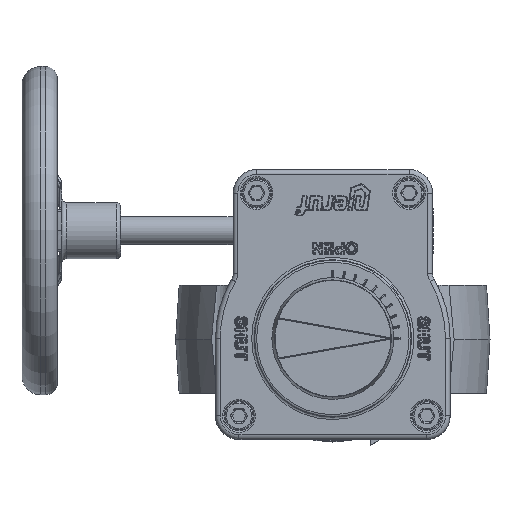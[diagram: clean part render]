
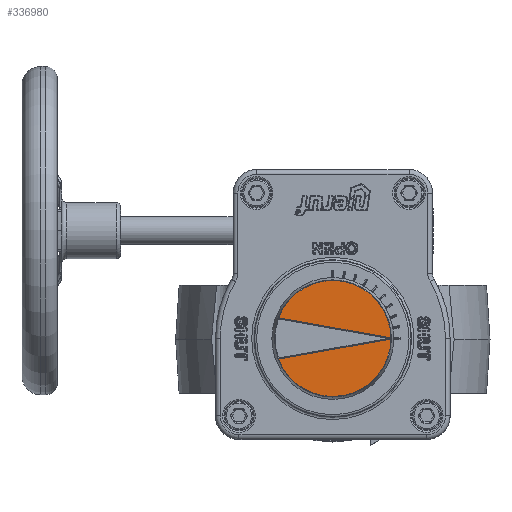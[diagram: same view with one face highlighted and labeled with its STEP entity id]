
A CAD part, top view. The second image highlights one B-rep face of the part: STEP entity #336980.
In plain terms, the highlighted planar face has unit normal (0, 0, 1).
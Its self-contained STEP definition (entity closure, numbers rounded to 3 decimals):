
#336912=CARTESIAN_POINT('',(-0.,0.,226.996));
#336913=DIRECTION('',(0.,0.,1.));
#336914=DIRECTION('',(0.,-1.,0.));
#336915=AXIS2_PLACEMENT_3D('',#336912,#336913,#336914);
#336916=PLANE('',#336915);
#336917=CARTESIAN_POINT('',(-23.13,-8.82,226.996));
#336918=VERTEX_POINT('',#336917);
#336919=CARTESIAN_POINT('',(-0.,-24.755,226.996));
#336920=VERTEX_POINT('',#336919);
#336921=CARTESIAN_POINT('',(-0.,0.,226.996));
#336922=DIRECTION('',(0.,0.,1.));
#336923=DIRECTION('',(0.,-1.,0.));
#336924=AXIS2_PLACEMENT_3D('',#336921,#336922,#336923);
#336925=CIRCLE('',#336924,24.755);
#336926=EDGE_CURVE('',#336918,#336920,#336925,.T.);
#336927=ORIENTED_EDGE('',*,*,#336926,.T.);
#336928=CARTESIAN_POINT('',(24.755,0.,226.996));
#336929=VERTEX_POINT('',#336928);
#336930=CARTESIAN_POINT('',(-0.,0.,226.996));
#336931=DIRECTION('',(0.,0.,1.));
#336932=DIRECTION('',(0.,-1.,0.));
#336933=AXIS2_PLACEMENT_3D('',#336930,#336931,#336932);
#336934=CIRCLE('',#336933,24.755);
#336935=EDGE_CURVE('',#336920,#336929,#336934,.T.);
#336936=ORIENTED_EDGE('',*,*,#336935,.T.);
#336937=CARTESIAN_POINT('',(-0.,24.755,226.996));
#336938=VERTEX_POINT('',#336937);
#336939=CARTESIAN_POINT('',(-0.,0.,226.996));
#336940=DIRECTION('',(0.,0.,1.));
#336941=DIRECTION('',(0.,-1.,0.));
#336942=AXIS2_PLACEMENT_3D('',#336939,#336940,#336941);
#336943=CIRCLE('',#336942,24.755);
#336944=EDGE_CURVE('',#336929,#336938,#336943,.T.);
#336945=ORIENTED_EDGE('',*,*,#336944,.T.);
#336946=CARTESIAN_POINT('',(-23.13,8.82,226.996));
#336947=VERTEX_POINT('',#336946);
#336948=CARTESIAN_POINT('',(-0.,0.,226.996));
#336949=DIRECTION('',(0.,0.,1.));
#336950=DIRECTION('',(0.,-1.,0.));
#336951=AXIS2_PLACEMENT_3D('',#336948,#336949,#336950);
#336952=CIRCLE('',#336951,24.755);
#336953=EDGE_CURVE('',#336938,#336947,#336952,.T.);
#336954=ORIENTED_EDGE('',*,*,#336953,.T.);
#336955=CARTESIAN_POINT('',(24.492,0.308,226.996));
#336956=VERTEX_POINT('',#336955);
#336957=CARTESIAN_POINT('',(-23.13,8.82,226.996));
#336958=DIRECTION('',(0.984,-0.176,0.));
#336959=VECTOR('',#336958,48.377);
#336960=LINE('',#336957,#336959);
#336961=EDGE_CURVE('',#336947,#336956,#336960,.T.);
#336962=ORIENTED_EDGE('',*,*,#336961,.T.);
#336963=CARTESIAN_POINT('',(24.492,-0.308,226.996));
#336964=VERTEX_POINT('',#336963);
#336965=CARTESIAN_POINT('',(24.437,0.,226.996));
#336966=DIRECTION('',(-0.,-0.,-1.));
#336967=DIRECTION('',(0.,-1.,0.));
#336968=AXIS2_PLACEMENT_3D('',#336965,#336966,#336967);
#336969=CIRCLE('',#336968,0.313);
#336970=EDGE_CURVE('',#336956,#336964,#336969,.T.);
#336971=ORIENTED_EDGE('',*,*,#336970,.T.);
#336972=CARTESIAN_POINT('',(24.492,-0.308,226.996));
#336973=DIRECTION('',(-0.984,-0.176,0.));
#336974=VECTOR('',#336973,48.377);
#336975=LINE('',#336972,#336974);
#336976=EDGE_CURVE('',#336964,#336918,#336975,.T.);
#336977=ORIENTED_EDGE('',*,*,#336976,.T.);
#336978=EDGE_LOOP('',(#336927,#336936,#336945,#336954,#336962,#336971,#336977));
#336979=FACE_BOUND('',#336978,.T.);
#336980=ADVANCED_FACE('',(#336979),#336916,.T.);
